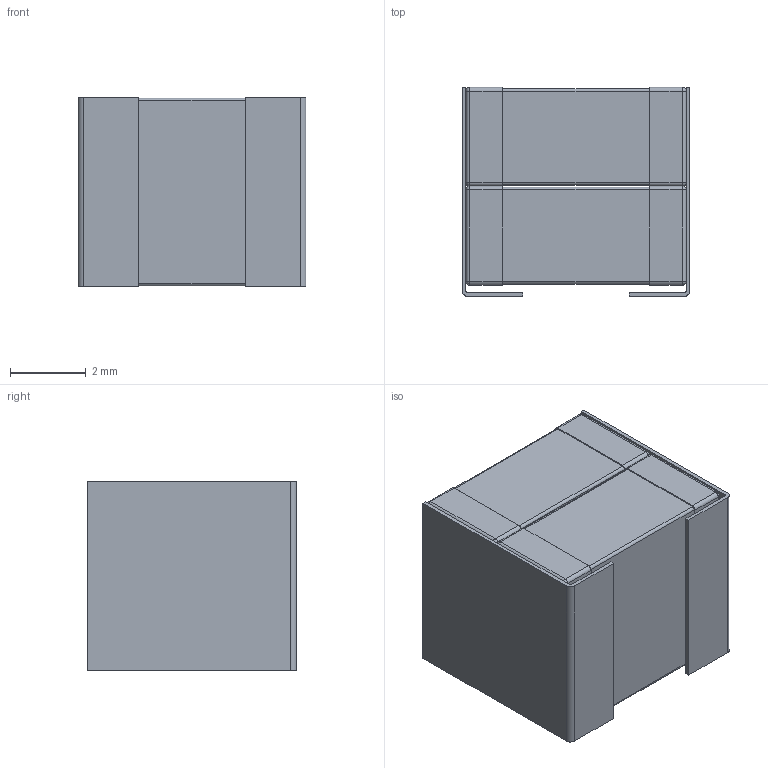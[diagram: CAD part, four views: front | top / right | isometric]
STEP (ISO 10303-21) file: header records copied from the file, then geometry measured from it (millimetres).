
FILE_DESCRIPTION (( 'STEP AP214' ), '1' );
FILE_NAME ('CKG57NC0G2E304J500JH.STEP', '2022-02-03T08:45:38', ( '' ), ( '' ), 'SwSTEP 2.0', 'SolidWorks 2020', '' );
FILE_SCHEMA (( 'AUTOMOTIVE_DESIGN' ));
Length unit declared in the file: millimetre
Products named in the file (1): CKG57NC0G2E304J500JH
Bounding box: 6 x 5.5 x 5 mm (x, y, z)
Volume: 154.1 mm3; surface area: 468.3 mm2
Topology: 8 solids, 8 shells, 112 faces, 256 edges, 144 vertices
Faces by surface type: plane 52, cylinder 44, sphere 16
Entity records: 3085 total; most frequent: DIRECTION 554, CARTESIAN_POINT 497, ORIENTED_EDGE 480, EDGE_CURVE 240, AXIS2_PLACEMENT_3D 201, VECTOR 152, LINE 152, VERTEX_POINT 144
